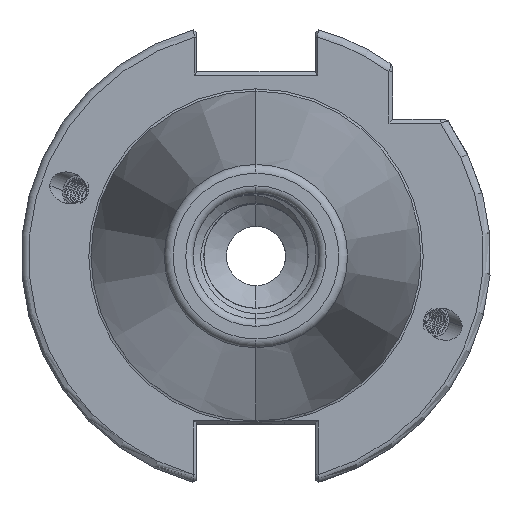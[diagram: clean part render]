
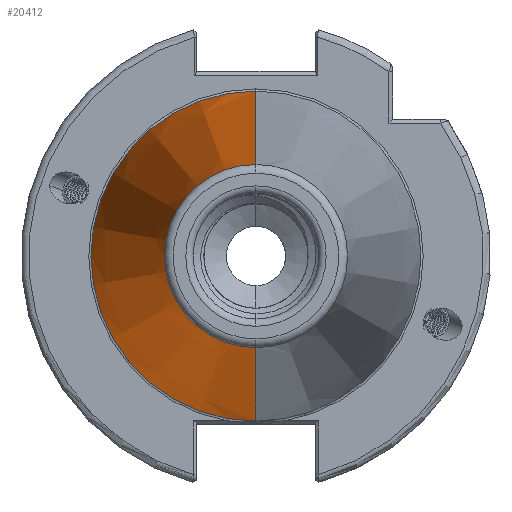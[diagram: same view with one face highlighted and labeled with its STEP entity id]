
A CAD part, left-side view. The second image highlights one B-rep face of the part: STEP entity #20412.
In plain terms, the highlighted conical face has half-angle 8.297 degrees and reference radius 22.692 mm.
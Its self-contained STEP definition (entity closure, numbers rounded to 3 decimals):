
#764 = LINE ( 'NONE', #19949, #773 ) ;
#767 = LINE ( 'NONE', #19991, #768 ) ;
#768 = VECTOR ( 'NONE', #19992, 1000. ) ;
#773 = VECTOR ( 'NONE', #19987, 1000. ) ;
#1745 = CIRCLE ( 'NONE', #9544, 12.4 ) ;
#2831 = DIRECTION ( 'NONE',  ( 0., 0., -1. ) ) ;
#2843 = DIRECTION ( 'NONE',  ( 1., 0., 0. ) ) ;
#2856 = CARTESIAN_POINT ( 'NONE',  ( 0., 0., 0. ) ) ;
#3306 = EDGE_CURVE ( 'NONE', #19001, #18916, #1745, .T. ) ;
#3308 = EDGE_CURVE ( 'NONE', #18929, #18987, #25287, .T. ) ;
#3398 = EDGE_CURVE ( 'NONE', #18916, #18987, #764, .T. ) ;
#3404 = EDGE_CURVE ( 'NONE', #19001, #18929, #767, .T. ) ;
#6713 = EDGE_LOOP ( 'NONE', ( #22031, #22080, #22050, #22060 ) ) ;
#9544 = AXIS2_PLACEMENT_3D ( 'NONE', #19480, #19494, #19496 ) ;
#9552 = AXIS2_PLACEMENT_3D ( 'NONE', #19486, #19463, #19487 ) ;
#14033 = AXIS2_PLACEMENT_3D ( 'NONE', #2856, #2843, #2831 ) ;
#15047 = CARTESIAN_POINT ( 'NONE',  ( -2.5, 0., -22.327 ) ) ;
#15057 = CARTESIAN_POINT ( 'NONE',  ( -2.5, 0., 22.327 ) ) ;
#15065 = CARTESIAN_POINT ( 'NONE',  ( -70.573, 0., 12.4 ) ) ;
#15091 = CARTESIAN_POINT ( 'NONE',  ( -70.573, 0., -12.4 ) ) ;
#18916 = VERTEX_POINT ( 'NONE', #15065 ) ;
#18929 = VERTEX_POINT ( 'NONE', #15047 ) ;
#18987 = VERTEX_POINT ( 'NONE', #15057 ) ;
#19001 = VERTEX_POINT ( 'NONE', #15091 ) ;
#19463 = DIRECTION ( 'NONE',  ( 1., 0., 0. ) ) ;
#19480 = CARTESIAN_POINT ( 'NONE',  ( -70.573, 0., 0. ) ) ;
#19486 = CARTESIAN_POINT ( 'NONE',  ( -2.5, 0., 0. ) ) ;
#19487 = DIRECTION ( 'NONE',  ( 0., 0., -1. ) ) ;
#19494 = DIRECTION ( 'NONE',  ( 1., 0., 0. ) ) ;
#19496 = DIRECTION ( 'NONE',  ( 0., 0., 1. ) ) ;
#19949 = CARTESIAN_POINT ( 'NONE',  ( 0., 0., 22.692 ) ) ;
#19987 = DIRECTION ( 'NONE',  ( 0.99, 0., 0.144 ) ) ;
#19991 = CARTESIAN_POINT ( 'NONE',  ( 0., 0., -22.692 ) ) ;
#19992 = DIRECTION ( 'NONE',  ( 0.99, 0., -0.144 ) ) ;
#20412 = ADVANCED_FACE ( 'NONE', ( #25329 ), #25364, .T. ) ;
#22031 = ORIENTED_EDGE ( 'NONE', *, *, #3306, .T. ) ;
#22050 = ORIENTED_EDGE ( 'NONE', *, *, #3308, .F. ) ;
#22060 = ORIENTED_EDGE ( 'NONE', *, *, #3404, .F. ) ;
#22080 = ORIENTED_EDGE ( 'NONE', *, *, #3398, .T. ) ;
#25287 = CIRCLE ( 'NONE', #9552, 22.327 ) ;
#25329 = FACE_OUTER_BOUND ( 'NONE', #6713, .T. ) ;
#25364 = CONICAL_SURFACE ( 'NONE', #14033, 22.692, 0.145 ) ;
